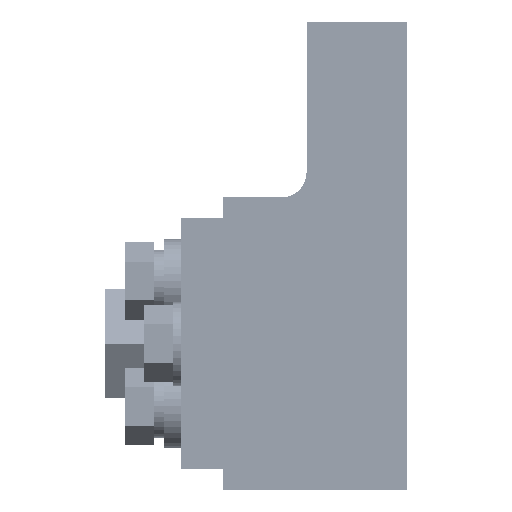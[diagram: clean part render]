
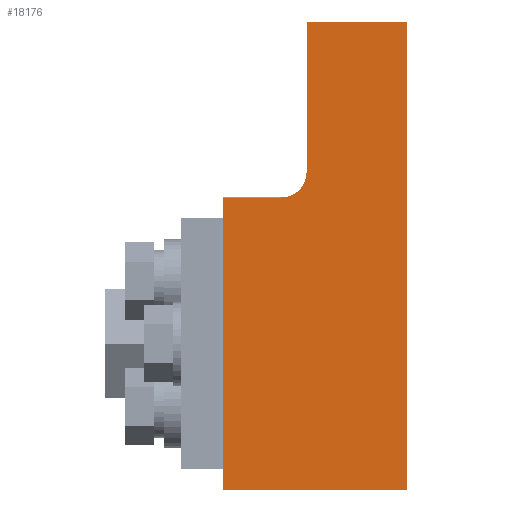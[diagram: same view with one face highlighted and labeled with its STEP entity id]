
A CAD part, left-side view. The second image highlights one B-rep face of the part: STEP entity #18176.
In plain terms, the highlighted face is planar.
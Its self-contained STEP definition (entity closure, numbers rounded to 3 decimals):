
#179 = DIRECTION ( 'NONE',  ( 1., 0., 0. ) ) ;
#418 = VECTOR ( 'NONE', #8204, 1000. ) ;
#2862 = CARTESIAN_POINT ( 'NONE',  ( -21.5, 0., 11. ) ) ;
#3238 = CARTESIAN_POINT ( 'NONE',  ( -21.5, 0., 11. ) ) ;
#3668 = CIRCLE ( 'NONE', #13599, 3. ) ;
#3972 = LINE ( 'NONE', #6202, #20971 ) ;
#4386 = LINE ( 'NONE', #23263, #418 ) ;
#4514 = EDGE_CURVE ( 'NONE', #21512, #8281, #6641, .T. ) ;
#5570 = CARTESIAN_POINT ( 'NONE',  ( -39.5, 15., 11. ) ) ;
#6202 = CARTESIAN_POINT ( 'NONE',  ( -39.5, 12., 11. ) ) ;
#6641 = LINE ( 'NONE', #3238, #9012 ) ;
#6701 = CARTESIAN_POINT ( 'NONE',  ( -39.5, 12., 11. ) ) ;
#7028 = LINE ( 'NONE', #15921, #8197 ) ;
#7790 = VERTEX_POINT ( 'NONE', #26088 ) ;
#8197 = VECTOR ( 'NONE', #8408, 1000. ) ;
#8204 = DIRECTION ( 'NONE',  ( 0., -1., 0. ) ) ;
#8281 = VERTEX_POINT ( 'NONE', #2862 ) ;
#8408 = DIRECTION ( 'NONE',  ( 0., 1., 0. ) ) ;
#8897 = LINE ( 'NONE', #21418, #22368 ) ;
#9012 = VECTOR ( 'NONE', #28886, 1000. ) ;
#9728 = FACE_OUTER_BOUND ( 'NONE', #26104, .T. ) ;
#12327 = CARTESIAN_POINT ( 'NONE',  ( -77.5, 0., 11. ) ) ;
#12668 = CARTESIAN_POINT ( 'NONE',  ( -77.5, 0., 11. ) ) ;
#13004 = VERTEX_POINT ( 'NONE', #12327 ) ;
#13078 = EDGE_CURVE ( 'NONE', #21425, #21387, #3668, .T. ) ;
#13279 = ORIENTED_EDGE ( 'NONE', *, *, #18566, .T. ) ;
#13599 = AXIS2_PLACEMENT_3D ( 'NONE', #5570, #15310, #179 ) ;
#14005 = DIRECTION ( 'NONE',  ( -1., 0., 0. ) ) ;
#14826 = ORIENTED_EDGE ( 'NONE', *, *, #31277, .T. ) ;
#15310 = DIRECTION ( 'NONE',  ( 0., 0., -1. ) ) ;
#15921 = CARTESIAN_POINT ( 'NONE',  ( -42.5, 27., 11. ) ) ;
#16445 = PLANE ( 'NONE',  #20559 ) ;
#18176 = ADVANCED_FACE ( 'NONE', ( #9728 ), #16445, .F. ) ;
#18566 = EDGE_CURVE ( 'NONE', #13004, #8281, #20401, .T. ) ;
#19268 = EDGE_CURVE ( 'NONE', #7790, #13004, #4386, .T. ) ;
#19279 = CARTESIAN_POINT ( 'NONE',  ( -21.5, 12., 11. ) ) ;
#19595 = VECTOR ( 'NONE', #30353, 1000. ) ;
#20401 = LINE ( 'NONE', #12668, #19595 ) ;
#20559 = AXIS2_PLACEMENT_3D ( 'NONE', #28838, #26184, #14005 ) ;
#20971 = VECTOR ( 'NONE', #23921, 1000. ) ;
#21199 = DIRECTION ( 'NONE',  ( -1., 0., 0. ) ) ;
#21334 = EDGE_CURVE ( 'NONE', #28177, #7790, #8897, .T. ) ;
#21387 = VERTEX_POINT ( 'NONE', #26923 ) ;
#21418 = CARTESIAN_POINT ( 'NONE',  ( -74., 22., 11. ) ) ;
#21425 = VERTEX_POINT ( 'NONE', #6701 ) ;
#21512 = VERTEX_POINT ( 'NONE', #19279 ) ;
#22368 = VECTOR ( 'NONE', #21199, 1000. ) ;
#23263 = CARTESIAN_POINT ( 'NONE',  ( -77.5, 0., 11. ) ) ;
#23921 = DIRECTION ( 'NONE',  ( -1., 0., 0. ) ) ;
#25868 = ORIENTED_EDGE ( 'NONE', *, *, #26967, .T. ) ;
#26088 = CARTESIAN_POINT ( 'NONE',  ( -77.5, 22., 11. ) ) ;
#26104 = EDGE_LOOP ( 'NONE', ( #32270, #31478, #13279, #31422, #25868, #30755, #14826 ) ) ;
#26184 = DIRECTION ( 'NONE',  ( 0., 0., -1. ) ) ;
#26869 = CARTESIAN_POINT ( 'NONE',  ( -42.5, 22., 11. ) ) ;
#26923 = CARTESIAN_POINT ( 'NONE',  ( -42.5, 15., 11. ) ) ;
#26967 = EDGE_CURVE ( 'NONE', #21512, #21425, #3972, .T. ) ;
#28177 = VERTEX_POINT ( 'NONE', #26869 ) ;
#28838 = CARTESIAN_POINT ( 'NONE',  ( -77.5, 22., 11. ) ) ;
#28886 = DIRECTION ( 'NONE',  ( 0., -1., 0. ) ) ;
#30353 = DIRECTION ( 'NONE',  ( 1., 0., 0. ) ) ;
#30755 = ORIENTED_EDGE ( 'NONE', *, *, #13078, .T. ) ;
#31277 = EDGE_CURVE ( 'NONE', #21387, #28177, #7028, .T. ) ;
#31422 = ORIENTED_EDGE ( 'NONE', *, *, #4514, .F. ) ;
#31478 = ORIENTED_EDGE ( 'NONE', *, *, #19268, .T. ) ;
#32270 = ORIENTED_EDGE ( 'NONE', *, *, #21334, .T. ) ;
